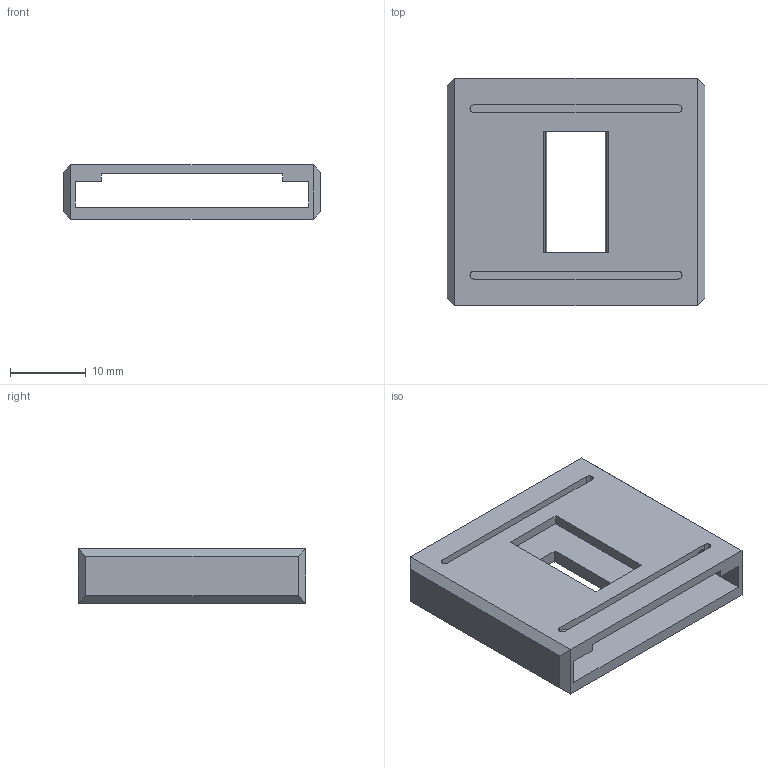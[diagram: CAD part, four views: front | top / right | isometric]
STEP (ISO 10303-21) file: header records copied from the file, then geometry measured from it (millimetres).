
FILE_DESCRIPTION(('FreeCAD Model'),'2;1');
FILE_NAME('Open CASCADE Shape Model','2025-07-05T00:57:41',(''),(''), 'Open CASCADE STEP processor 7.8','FreeCAD','Unknown');
FILE_SCHEMA(('AUTOMOTIVE_DESIGN { 1 0 10303 214 1 1 1 1 }'));
Length unit declared in the file: millimetre
Products named in the file (1): Slider
Bounding box: 34 x 30 x 7.2 mm (x, y, z)
Volume: 2850.9 mm3; surface area: 4386.5 mm2
Topology: 1 solids, 1 shells, 46 faces, 134 edges, 88 vertices
Faces by surface type: plane 40, cylinder 6
Entity records: 3504 total; most frequent: CARTESIAN_POINT 801, DIRECTION 490, LINE 366, VECTOR 366, ORIENTED_EDGE 268, PCURVE 268, DEFINITIONAL_REPRESENTATION 268, EDGE_CURVE 134
